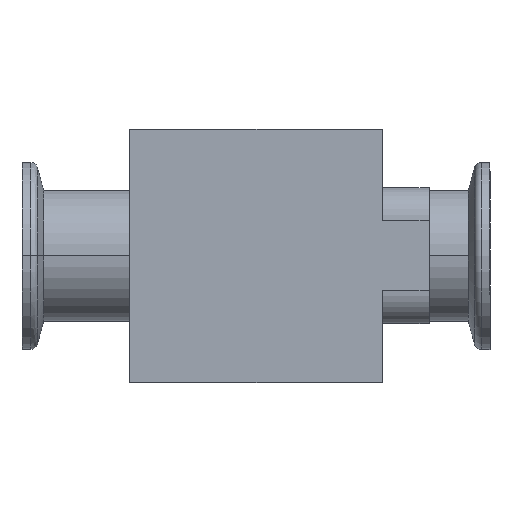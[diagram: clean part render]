
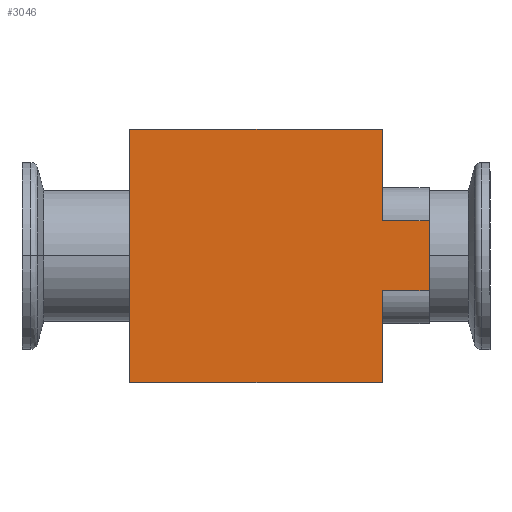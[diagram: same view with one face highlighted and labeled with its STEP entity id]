
A CAD part, top view. The second image highlights one B-rep face of the part: STEP entity #3046.
In plain terms, the highlighted planar face has unit normal (0, 0, 1).
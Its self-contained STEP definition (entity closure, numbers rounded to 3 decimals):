
#30 = LINE ( 'NONE', #4694, #4679 ) ;
#39 = CARTESIAN_POINT ( 'NONE',  ( -27., 27., 31.8 ) ) ;
#45 = ORIENTED_EDGE ( 'NONE', *, *, #1238, .T. ) ;
#114 = CARTESIAN_POINT ( 'NONE',  ( 27., -27., 31.8 ) ) ;
#253 = VECTOR ( 'NONE', #2172, 1000. ) ;
#282 = CARTESIAN_POINT ( 'NONE',  ( 37., -7.5, 31.8 ) ) ;
#297 = DIRECTION ( 'NONE',  ( 0., 1., 0. ) ) ;
#337 = VERTEX_POINT ( 'NONE', #1068 ) ;
#425 = LINE ( 'NONE', #2518, #1313 ) ;
#489 = CARTESIAN_POINT ( 'NONE',  ( 0., 0., 31.8 ) ) ;
#548 = DIRECTION ( 'NONE',  ( 0., -1., 0. ) ) ;
#624 = DIRECTION ( 'NONE',  ( 1., 0., 0. ) ) ;
#647 = VECTOR ( 'NONE', #3781, 1000. ) ;
#670 = CARTESIAN_POINT ( 'NONE',  ( -27., -27., 31.8 ) ) ;
#856 = VERTEX_POINT ( 'NONE', #1908 ) ;
#1003 = ORIENTED_EDGE ( 'NONE', *, *, #2786, .F. ) ;
#1025 = EDGE_CURVE ( 'NONE', #4070, #3552, #1378, .T. ) ;
#1068 = CARTESIAN_POINT ( 'NONE',  ( 37., 7.5, 31.8 ) ) ;
#1159 = VERTEX_POINT ( 'NONE', #3542 ) ;
#1238 = EDGE_CURVE ( 'NONE', #4070, #2170, #425, .T. ) ;
#1241 = PLANE ( 'NONE',  #4175 ) ;
#1313 = VECTOR ( 'NONE', #624, 1000. ) ;
#1364 = VECTOR ( 'NONE', #4574, 1000. ) ;
#1378 = LINE ( 'NONE', #2393, #3193 ) ;
#1450 = EDGE_LOOP ( 'NONE', ( #3855, #4436, #2073, #1003, #4210, #4626, #2013, #45 ) ) ;
#1537 = LINE ( 'NONE', #4423, #3343 ) ;
#1540 = FACE_OUTER_BOUND ( 'NONE', #1450, .T. ) ;
#1624 = DIRECTION ( 'NONE',  ( 1., 0., 0. ) ) ;
#1645 = EDGE_CURVE ( 'NONE', #3552, #2231, #1659, .T. ) ;
#1659 = LINE ( 'NONE', #114, #647 ) ;
#1872 = DIRECTION ( 'NONE',  ( 0., 1., 0. ) ) ;
#1908 = CARTESIAN_POINT ( 'NONE',  ( 27., 7.5, 31.8 ) ) ;
#1911 = CARTESIAN_POINT ( 'NONE',  ( 27., -7.5, 31.8 ) ) ;
#2013 = ORIENTED_EDGE ( 'NONE', *, *, #1025, .F. ) ;
#2073 = ORIENTED_EDGE ( 'NONE', *, *, #3615, .F. ) ;
#2111 = CARTESIAN_POINT ( 'NONE',  ( 0., 7.5, 31.8 ) ) ;
#2170 = VERTEX_POINT ( 'NONE', #282 ) ;
#2172 = DIRECTION ( 'NONE',  ( 1., 0., 0. ) ) ;
#2189 = VECTOR ( 'NONE', #2475, 1000. ) ;
#2217 = EDGE_CURVE ( 'NONE', #2231, #4050, #30, .T. ) ;
#2231 = VERTEX_POINT ( 'NONE', #670 ) ;
#2302 = LINE ( 'NONE', #2111, #2189 ) ;
#2326 = LINE ( 'NONE', #2372, #1364 ) ;
#2372 = CARTESIAN_POINT ( 'NONE',  ( 27., 27., 31.8 ) ) ;
#2393 = CARTESIAN_POINT ( 'NONE',  ( 27., 27., 31.8 ) ) ;
#2475 = DIRECTION ( 'NONE',  ( -1., 0., 0. ) ) ;
#2518 = CARTESIAN_POINT ( 'NONE',  ( 0., -7.5, 31.8 ) ) ;
#2674 = CARTESIAN_POINT ( 'NONE',  ( 27., -27., 31.8 ) ) ;
#2786 = EDGE_CURVE ( 'NONE', #4050, #1159, #3190, .T. ) ;
#3046 = ADVANCED_FACE ( 'NONE', ( #1540 ), #1241, .T. ) ;
#3190 = LINE ( 'NONE', #4344, #253 ) ;
#3193 = VECTOR ( 'NONE', #548, 1000. ) ;
#3343 = VECTOR ( 'NONE', #1872, 1000. ) ;
#3438 = EDGE_CURVE ( 'NONE', #2170, #337, #1537, .T. ) ;
#3542 = CARTESIAN_POINT ( 'NONE',  ( 27., 27., 31.8 ) ) ;
#3552 = VERTEX_POINT ( 'NONE', #2674 ) ;
#3615 = EDGE_CURVE ( 'NONE', #1159, #856, #2326, .T. ) ;
#3781 = DIRECTION ( 'NONE',  ( -1., 0., 0. ) ) ;
#3800 = DIRECTION ( 'NONE',  ( 0., 0., 1. ) ) ;
#3855 = ORIENTED_EDGE ( 'NONE', *, *, #3438, .T. ) ;
#4050 = VERTEX_POINT ( 'NONE', #39 ) ;
#4070 = VERTEX_POINT ( 'NONE', #1911 ) ;
#4175 = AXIS2_PLACEMENT_3D ( 'NONE', #489, #3800, #1624 ) ;
#4210 = ORIENTED_EDGE ( 'NONE', *, *, #2217, .F. ) ;
#4333 = EDGE_CURVE ( 'NONE', #337, #856, #2302, .T. ) ;
#4344 = CARTESIAN_POINT ( 'NONE',  ( -27., 27., 31.8 ) ) ;
#4423 = CARTESIAN_POINT ( 'NONE',  ( 37., 0., 31.8 ) ) ;
#4436 = ORIENTED_EDGE ( 'NONE', *, *, #4333, .T. ) ;
#4574 = DIRECTION ( 'NONE',  ( 0., -1., 0. ) ) ;
#4626 = ORIENTED_EDGE ( 'NONE', *, *, #1645, .F. ) ;
#4679 = VECTOR ( 'NONE', #297, 1000. ) ;
#4694 = CARTESIAN_POINT ( 'NONE',  ( -27., -27., 31.8 ) ) ;
